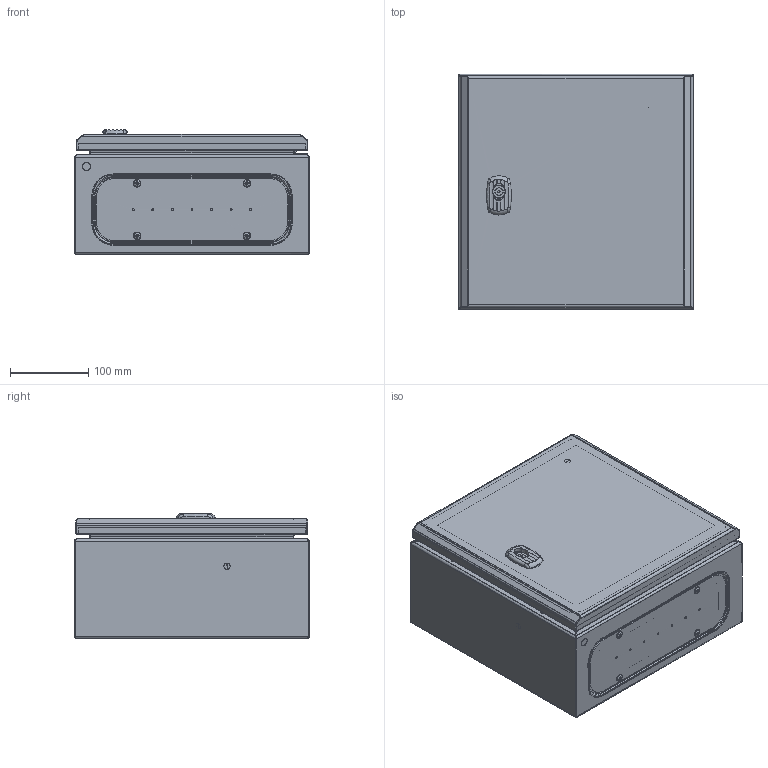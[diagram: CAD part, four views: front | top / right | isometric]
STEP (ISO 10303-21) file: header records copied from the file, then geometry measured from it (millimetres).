
FILE_DESCRIPTION((''),'2;1');
FILE_NAME('NSYS3D3315P_3D-SIMPLIFIED_ASM','2023-11-30T15:06:37',('SESA6369'),('Schneider-Electric'),'CREO PARAMETRIC BY PTC INC, 2021284','CREO PARAMETRIC BY PTC INC, 2021284','');
FILE_SCHEMA(('AP242_MANAGED_MODEL_BASED_3D_ENGINEERING_MIM_LF { 1 0 10303 442 1 1 4 }'));
Products named in the file (32): 51140584-S_300X300X150_1LAST_VE_AF0; 51140583-S01_1LAST_VERSION_1__3_AF8; 51140583-S01_1LAST_VERSION_1__3_AF9; 51140583-S01_1LAST_VERSION_1__3_AF10; 51140583-S01_1LAST_VERSION_1__3_AF11; 51140582-S01_1LAST_VERSION_1__7; S3D-BODY-3315_ASM_1LAST_VERSION_AF0_ASM; ENN4584AS_300X300_1LAST_VERSION; WM-MOUNTING-PLATE-3030_ASM_1LAS_ASM; 51140547-S_300X300_1LAST_VERSIO; 51140547-S1_300X300_1LAST_VERSI; 51140590-S_1LAST_VERSION_1_2; ENN2538A_M6X17_1LAST_VERSION__7; 51140582-S02_ASM_1LAST_VERSIO_7_ASM; 51140547-S_3X3_ASM_1LAST_VERSIO_ASM; ENN0059A-S_1LAST_VERSION_1_2__7; S3D-DOOR-33_ASM_1LAST_VERSION_ASM; 51140599_PPC245X80_1LAST_VERSIO; ENN5120805644_1LAST_VERSION_1_7; S3D-GLAND-PLATE-245X80_ASM_1LAS_ASM; 51140856-SIMP_1LAST_VERSION_1_7; 51140856-SIMP_ASM_1LAST_VERSI_7_ASM; ENN0052A-SIMP_1LAST_VERSION_1_7; ENN0263A-SIMP_1LAST_VERSION_1_7; ENN0096A-SIMP_ASM_1LAST_VERSI_7_ASM; ENN0284A-SIMP_1LAST_VERSION_1_7; ENN0827A-SIMP_1LAST_VERSION_1_7; ENN0674A-SIMP_ASM_1LAST_VERSI_7_ASM; ENN5120807239-SIMP_1LAST_VERS_7; S3D-LOCK-1PT_ASM_1LAST_VERSIO_3_ASM; NSYS3D3315P_1LAST_VERSION_AF0_ASM; NSYS3D3315P_3D-SIMPLIFIED_ASM
Assembly tree (38 placements, depth 6):
  NSYS3D3315P_3D-SIMPLIFIED_ASM
    NSYS3D3315P_1LAST_VERSION_AF0_ASM
      S3D-BODY-3315_ASM_1LAST_VERSION_AF0_ASM
        51140584-S_300X300X150_1LAST_VE_AF0
        51140583-S01_1LAST_VERSION_1__3_AF8
        51140583-S01_1LAST_VERSION_1__3_AF9
        51140583-S01_1LAST_VERSION_1__3_AF10
        51140583-S01_1LAST_VERSION_1__3_AF11
        51140582-S01_1LAST_VERSION_1__7  x2
      WM-MOUNTING-PLATE-3030_ASM_1LAS_ASM
        ENN4584AS_300X300_1LAST_VERSION
      S3D-DOOR-33_ASM_1LAST_VERSION_ASM
        51140547-S_3X3_ASM_1LAST_VERSIO_ASM
          51140547-S_300X300_1LAST_VERSIO
          51140547-S1_300X300_1LAST_VERSI
          51140590-S_1LAST_VERSION_1_2  x2
          51140582-S02_ASM_1LAST_VERSIO_7_ASM
            51140582-S01_1LAST_VERSION_1__7
            ENN2538A_M6X17_1LAST_VERSION__7
        ENN0059A-S_1LAST_VERSION_1_2__7  x2
      S3D-GLAND-PLATE-245X80_ASM_1LAS_ASM
        51140599_PPC245X80_1LAST_VERSIO
        ENN5120805644_1LAST_VERSION_1_7  x4
      S3D-LOCK-1PT_ASM_1LAST_VERSIO_3_ASM
        ENN0674A-SIMP_ASM_1LAST_VERSI_7_ASM
          51140856-SIMP_ASM_1LAST_VERSI_7_ASM
            51140856-SIMP_1LAST_VERSION_1_7
          ENN0096A-SIMP_ASM_1LAST_VERSI_7_ASM
            ENN0052A-SIMP_1LAST_VERSION_1_7
            ENN0263A-SIMP_1LAST_VERSION_1_7
          ENN0284A-SIMP_1LAST_VERSION_1_7
          ENN0827A-SIMP_1LAST_VERSION_1_7
        ENN5120807239-SIMP_1LAST_VERS_7
Bounding box: 300 x 300.53 x 159 mm (x, y, z)
Volume: 682568.7 mm3; surface area: 1028504.6 mm2
Topology: 27 solids, 27 shells, 1537 faces, 3965 edges, 2512 vertices
Faces by surface type: plane 719, cylinder 357, cone 217, bspline 131, torus 71, sphere 22, extrusion 16, revolution 4
Entity records: 61673 total; most frequent: CARTESIAN_POINT 16959, ORIENTED_EDGE 6028, DIRECTION 5417, PRESENTATION_STYLE_ASSIGNMENT 3928, STYLED_ITEM 3046, CURVE_STYLE 3026, EDGE_CURVE 3014, AXIS2_PLACEMENT_3D 2020
